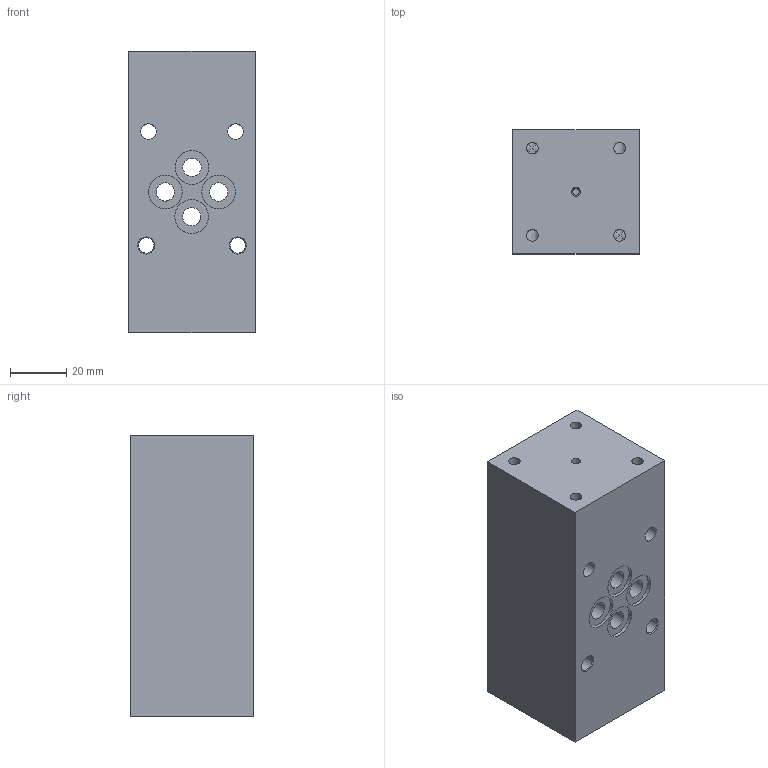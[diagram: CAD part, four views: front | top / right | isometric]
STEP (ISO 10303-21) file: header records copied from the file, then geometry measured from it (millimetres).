
FILE_DESCRIPTION(/* description */ (''),/* implementation_level */ '2;1');
FILE_NAME(/* name */ 'B6CETOP3.stp',/* time_stamp */ '2019-11-04T15:55:12+01:00',/* author */ ('stefano'),/* organization */ (''),/* preprocessor_version */ 'ST-DEVELOPER v15.6',/* originating_system */ 'Autodesk Inventor 2015',/* authorisation */ '');
FILE_SCHEMA (('AUTOMOTIVE_DESIGN { 1 0 10303 214 3 1 1 }'));
Length unit declared in the file: millimetre
Products named in the file (1): B6CETOP3
Bounding box: 45 x 44 x 100 mm (x, y, z)
Volume: 183939 mm3; surface area: 31664.1 mm2
Topology: 1 solids, 1 shells, 58 faces, 156 edges, 109 vertices
Faces by surface type: cylinder 29, plane 15, cone 12, bspline 2
Full cylindrical faces by diameter (mm): 2.3 x2, 3.242 x3, 4.134 x8, 5.5 x4, 6.5 x4, 12 x4
Entity records: 2024 total; most frequent: CARTESIAN_POINT 698, DIRECTION 263, ORIENTED_EDGE 206, EDGE_LOOP 136, AXIS2_PLACEMENT_3D 122, EDGE_CURVE 103, VERTEX_POINT 85, FACE_BOUND 78
